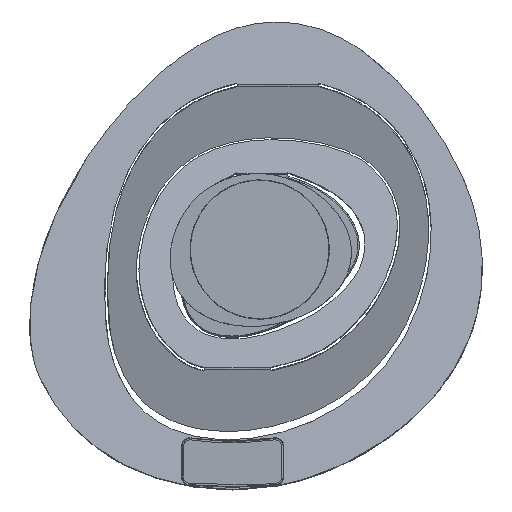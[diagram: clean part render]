
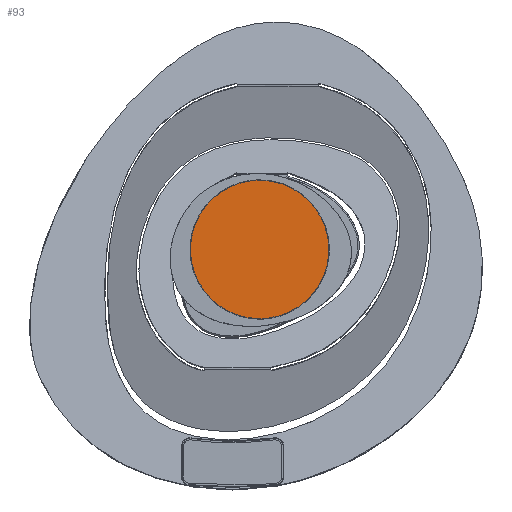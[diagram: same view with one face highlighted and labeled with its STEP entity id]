
A CAD part, top view. The second image highlights one B-rep face of the part: STEP entity #93.
In plain terms, the highlighted planar face has unit normal (0, 0, -1).
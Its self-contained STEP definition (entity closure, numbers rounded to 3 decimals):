
#93=ADVANCED_FACE($,(#226),#1723,.T.);
#226=FACE_OUTER_BOUND($,#360,.T.);
#360=EDGE_LOOP($,(#552,#553));
#552=ORIENTED_EDGE($,*,*,#1145,.T.);
#553=ORIENTED_EDGE($,*,*,#1146,.T.);
#1145=EDGE_CURVE($,#1472,#1473,#1774,.T.);
#1146=EDGE_CURVE($,#1473,#1472,#1775,.T.);
#1472=VERTEX_POINT($,#4496);
#1473=VERTEX_POINT($,#4497);
#1723=PLANE($,#2187);
#1774=(
BOUNDED_CURVE()
B_SPLINE_CURVE(2,(#3942,#3943,#3944,#3945,#3946),.UNSPECIFIED.,.F.,.F.)
B_SPLINE_CURVE_WITH_KNOTS((3,2,3),(321.385,482.078,642.77),
.UNSPECIFIED.)
CURVE()
GEOMETRIC_REPRESENTATION_ITEM()
RATIONAL_B_SPLINE_CURVE((1.,0.707,1.,0.707,1.))
REPRESENTATION_ITEM($)
);
#1775=(
BOUNDED_CURVE()
B_SPLINE_CURVE(2,(#3947,#3948,#3949,#3950,#3951),.UNSPECIFIED.,.F.,.F.)
B_SPLINE_CURVE_WITH_KNOTS((3,2,3),(642.77,803.463,964.155),
.UNSPECIFIED.)
CURVE()
GEOMETRIC_REPRESENTATION_ITEM()
RATIONAL_B_SPLINE_CURVE((1.,0.707,1.,0.707,1.))
REPRESENTATION_ITEM($)
);
#2187=AXIS2_PLACEMENT_3D($,#4222,#2224,$);
#2224=DIRECTION($,(0.,0.,-1.));
#3942=CARTESIAN_POINT($,(-39.424,30.442,399.876));
#3943=CARTESIAN_POINT($,(62.876,30.442,399.876));
#3944=CARTESIAN_POINT($,(62.876,-71.858,399.876));
#3945=CARTESIAN_POINT($,(62.876,-174.158,399.876));
#3946=CARTESIAN_POINT($,(-39.424,-174.158,399.876));
#3947=CARTESIAN_POINT($,(-39.424,-174.158,399.876));
#3948=CARTESIAN_POINT($,(-141.724,-174.158,399.876));
#3949=CARTESIAN_POINT($,(-141.724,-71.858,399.876));
#3950=CARTESIAN_POINT($,(-141.724,30.442,399.876));
#3951=CARTESIAN_POINT($,(-39.424,30.442,399.876));
#4222=CARTESIAN_POINT($,(64.922,-176.204,399.876));
#4496=CARTESIAN_POINT($,(-39.424,30.442,399.876));
#4497=CARTESIAN_POINT($,(-39.424,-174.158,399.876));
